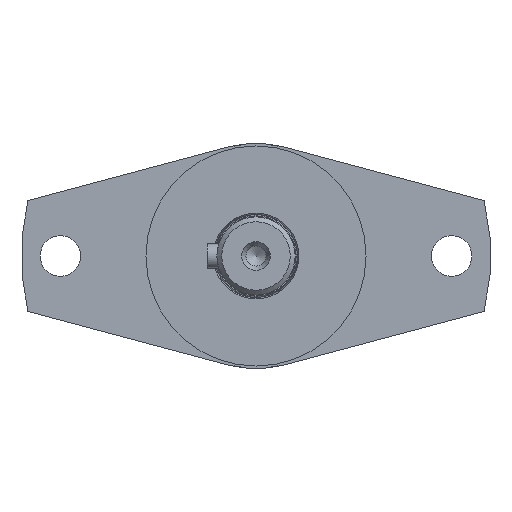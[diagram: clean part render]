
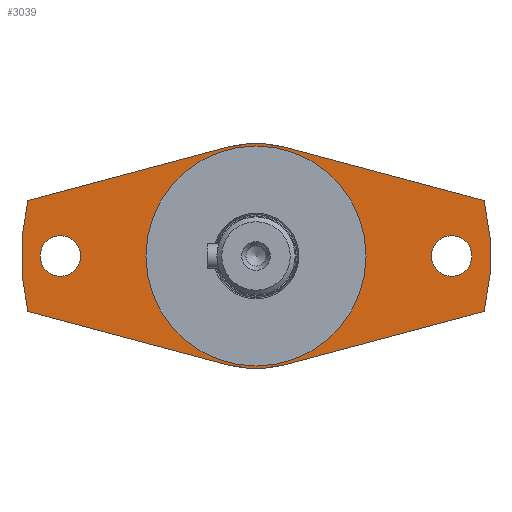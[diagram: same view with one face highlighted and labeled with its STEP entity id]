
A CAD part, left-side view. The second image highlights one B-rep face of the part: STEP entity #3039.
In plain terms, the highlighted planar face has unit normal (-1, 0, 0).
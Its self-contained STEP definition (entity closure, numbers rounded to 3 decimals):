
#232=FACE_BOUND('',#1052,.T.);
#233=FACE_BOUND('',#1053,.T.);
#234=FACE_BOUND('',#1054,.T.);
#261=PLANE('',#3317);
#383=LINE('',#4826,#627);
#384=LINE('',#4827,#628);
#385=LINE('',#4828,#629);
#386=LINE('',#4829,#630);
#627=VECTOR('',#3803,10.);
#628=VECTOR('',#3804,10.);
#629=VECTOR('',#3805,10.);
#630=VECTOR('',#3806,10.);
#877=FACE_OUTER_BOUND('',#1051,.T.);
#1051=EDGE_LOOP('',(#2338,#2339,#2340,#2341,#2342,#2343,#2344,#2345));
#1052=EDGE_LOOP('',(#2346));
#1053=EDGE_LOOP('',(#2347));
#1054=EDGE_LOOP('',(#2348,#2349));
#1263=CIRCLE('',#3298,23.);
#1265=CIRCLE('',#3300,23.);
#1270=CIRCLE('',#3307,48.);
#1271=CIRCLE('',#3309,22.5);
#1272=CIRCLE('',#3310,22.5);
#1274=CIRCLE('',#3313,48.);
#1277=CIRCLE('',#3318,4.15);
#1278=CIRCLE('',#3319,4.15);
#1457=VERTEX_POINT('',#4772);
#1458=VERTEX_POINT('',#4774);
#1461=VERTEX_POINT('',#4780);
#1462=VERTEX_POINT('',#4782);
#1468=VERTEX_POINT('',#4798);
#1469=VERTEX_POINT('',#4800);
#1470=VERTEX_POINT('',#4804);
#1471=VERTEX_POINT('',#4805);
#1472=VERTEX_POINT('',#4810);
#1475=VERTEX_POINT('',#4815);
#1478=VERTEX_POINT('',#4830);
#1479=VERTEX_POINT('',#4832);
#1783=EDGE_CURVE('',#1458,#1457,#1263,.T.);
#1787=EDGE_CURVE('',#1462,#1461,#1265,.T.);
#1796=EDGE_CURVE('',#1468,#1469,#1270,.T.);
#1798=EDGE_CURVE('',#1470,#1471,#1271,.T.);
#1799=EDGE_CURVE('',#1471,#1470,#1272,.T.);
#1804=EDGE_CURVE('',#1475,#1472,#1274,.T.);
#1809=EDGE_CURVE('',#1468,#1458,#383,.T.);
#1810=EDGE_CURVE('',#1457,#1472,#384,.T.);
#1811=EDGE_CURVE('',#1475,#1462,#385,.T.);
#1812=EDGE_CURVE('',#1461,#1469,#386,.T.);
#1813=EDGE_CURVE('',#1478,#1478,#1277,.T.);
#1814=EDGE_CURVE('',#1479,#1479,#1278,.T.);
#2338=ORIENTED_EDGE('',*,*,#1809,.T.);
#2339=ORIENTED_EDGE('',*,*,#1783,.T.);
#2340=ORIENTED_EDGE('',*,*,#1810,.T.);
#2341=ORIENTED_EDGE('',*,*,#1804,.F.);
#2342=ORIENTED_EDGE('',*,*,#1811,.T.);
#2343=ORIENTED_EDGE('',*,*,#1787,.T.);
#2344=ORIENTED_EDGE('',*,*,#1812,.T.);
#2345=ORIENTED_EDGE('',*,*,#1796,.F.);
#2346=ORIENTED_EDGE('',*,*,#1813,.T.);
#2347=ORIENTED_EDGE('',*,*,#1814,.T.);
#2348=ORIENTED_EDGE('',*,*,#1798,.T.);
#2349=ORIENTED_EDGE('',*,*,#1799,.T.);
#3039=ADVANCED_FACE('',(#877,#232,#233,#234),#261,.T.);
#3298=AXIS2_PLACEMENT_3D('',#4775,#3751,#3752);
#3300=AXIS2_PLACEMENT_3D('',#4783,#3757,#3758);
#3307=AXIS2_PLACEMENT_3D('',#4801,#3775,#3776);
#3309=AXIS2_PLACEMENT_3D('',#4806,#3780,#3781);
#3310=AXIS2_PLACEMENT_3D('',#4807,#3782,#3783);
#3313=AXIS2_PLACEMENT_3D('',#4817,#3791,#3792);
#3317=AXIS2_PLACEMENT_3D('',#4825,#3801,#3802);
#3318=AXIS2_PLACEMENT_3D('',#4831,#3807,#3808);
#3319=AXIS2_PLACEMENT_3D('',#4833,#3809,#3810);
#3751=DIRECTION('center_axis',(-1.,0.,0.));
#3752=DIRECTION('ref_axis',(0.,0.259,0.966));
#3757=DIRECTION('center_axis',(-1.,0.,0.));
#3758=DIRECTION('ref_axis',(0.,0.259,0.966));
#3775=DIRECTION('center_axis',(1.,0.,0.));
#3776=DIRECTION('ref_axis',(0.,-1.,0.));
#3780=DIRECTION('center_axis',(1.,0.,0.));
#3781=DIRECTION('ref_axis',(0.,-1.,0.));
#3782=DIRECTION('center_axis',(1.,0.,0.));
#3783=DIRECTION('ref_axis',(0.,-1.,0.));
#3791=DIRECTION('center_axis',(1.,0.,0.));
#3792=DIRECTION('ref_axis',(0.,-1.,0.));
#3801=DIRECTION('center_axis',(-1.,0.,0.));
#3802=DIRECTION('ref_axis',(0.,0.,-1.));
#3803=DIRECTION('',(0.,0.966,0.259));
#3804=DIRECTION('',(0.,0.966,-0.259));
#3805=DIRECTION('',(0.,-0.966,-0.259));
#3806=DIRECTION('',(0.,-0.966,0.259));
#3807=DIRECTION('center_axis',(1.,0.,0.));
#3808=DIRECTION('ref_axis',(0.,0.,1.));
#3809=DIRECTION('center_axis',(1.,0.,0.));
#3810=DIRECTION('ref_axis',(0.,0.,1.));
#4772=CARTESIAN_POINT('',(-97.5,5.953,22.216));
#4774=CARTESIAN_POINT('',(-97.5,-5.953,22.216));
#4775=CARTESIAN_POINT('Origin',(-97.5,0.,0.));
#4780=CARTESIAN_POINT('',(-97.5,-5.953,-22.216));
#4782=CARTESIAN_POINT('',(-97.5,5.953,-22.216));
#4783=CARTESIAN_POINT('Origin',(-97.5,0.,0.));
#4798=CARTESIAN_POINT('',(-97.5,-46.648,11.312));
#4800=CARTESIAN_POINT('',(-97.5,-46.648,-11.312));
#4801=CARTESIAN_POINT('Origin',(-97.5,0.,0.));
#4804=CARTESIAN_POINT('',(-97.5,-22.5,0.));
#4805=CARTESIAN_POINT('',(-97.5,22.5,0.));
#4806=CARTESIAN_POINT('Origin',(-97.5,0.,0.));
#4807=CARTESIAN_POINT('Origin',(-97.5,0.,0.));
#4810=CARTESIAN_POINT('',(-97.5,46.648,11.312));
#4815=CARTESIAN_POINT('',(-97.5,46.648,-11.312));
#4817=CARTESIAN_POINT('Origin',(-97.5,0.,0.));
#4825=CARTESIAN_POINT('Origin',(-97.5,-35.25,0.));
#4826=CARTESIAN_POINT('',(-97.5,-45.921,11.507));
#4827=CARTESIAN_POINT('',(-97.5,-10.492,26.623));
#4828=CARTESIAN_POINT('',(-97.5,13.032,-20.319));
#4829=CARTESIAN_POINT('',(-97.5,-22.397,-17.81));
#4830=CARTESIAN_POINT('',(-97.5,40.,-4.15));
#4831=CARTESIAN_POINT('Origin',(-97.5,40.,0.));
#4832=CARTESIAN_POINT('',(-97.5,-40.,-4.15));
#4833=CARTESIAN_POINT('Origin',(-97.5,-40.,0.));
